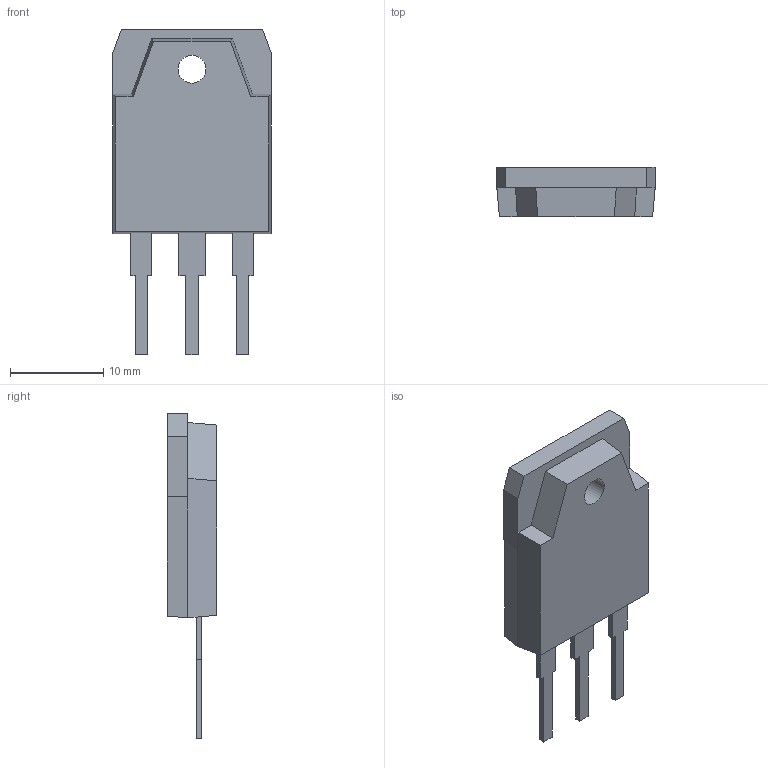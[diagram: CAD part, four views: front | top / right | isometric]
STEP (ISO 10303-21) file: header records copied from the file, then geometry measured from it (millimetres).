
FILE_DESCRIPTION(('STEP AP214'), '1');
FILE_NAME('SC-65', '2017-03-25T08:09:38', ('Nobody'), (''), 'ASCON STEP Converter 1.3', 'ASCON Math Kernel', '');
FILE_SCHEMA(('AUTOMOTIVE_DESIGN { 1 0 10303 214 3 1 1}'));
Length unit declared in the file: millimetre
Bounding box: 17 x 5.3 x 35 mm (x, y, z)
Volume: 1776.9 mm3; surface area: 2014.8 mm2
Topology: 5 solids, 5 shells, 65 faces, 158 edges, 104 vertices
Faces by surface type: plane 62, cylinder 3
Full cylindrical faces by diameter (mm): 3 x1, 6 x2
Entity records: 2447 total; most frequent: CARTESIAN_POINT 325, ORIENTED_EDGE 310, DIRECTION 293, EDGE_CURVE 155, LINE 149, VECTOR 149, VERTEX_POINT 104, EDGE_LOOP 73
